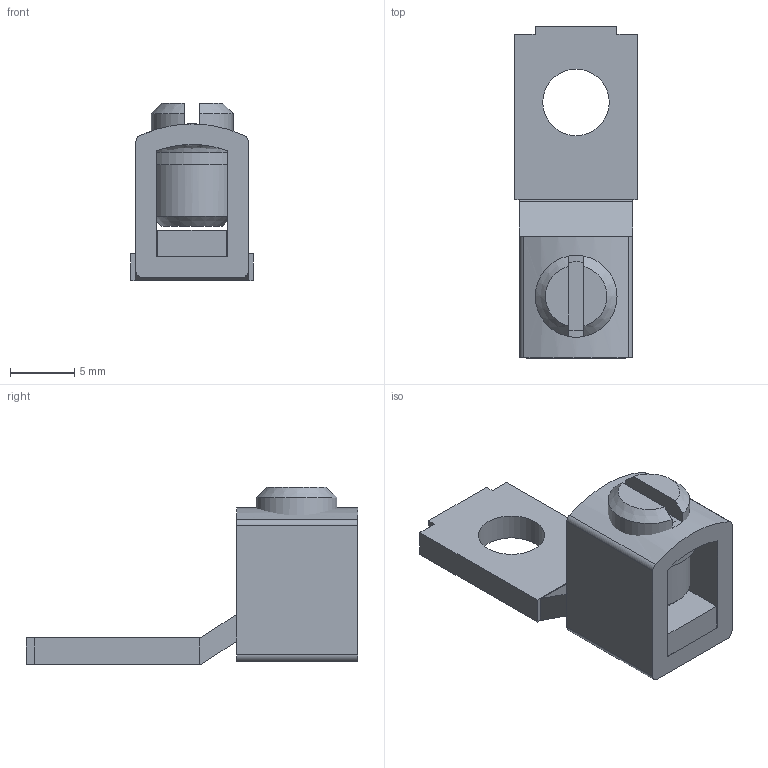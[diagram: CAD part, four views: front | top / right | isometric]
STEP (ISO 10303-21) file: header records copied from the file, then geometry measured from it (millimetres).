
FILE_DESCRIPTION (( 'STEP AP214' ), '1' );
FILE_NAME ('107613.STEP', '2016-12-12T20:06:44', ( '' ), ( '' ), 'SwSTEP 2.0', 'SolidWorks 2015', '' );
FILE_SCHEMA (( 'AUTOMOTIVE_DESIGN' ));
Length unit declared in the file: inch
Products named in the file (1): 107613
Bounding box: 9.51 x 25.74 x 13.74 mm (x, y, z)
Surface area: 1418.7 mm2 (no closed solid volume)
Topology: 0 solids, 3 shells, 55 faces, 161 edges, 108 vertices
Faces by surface type: plane 35, cylinder 15, cone 3, bspline 2
Full cylindrical faces by diameter (mm): 5.156 x1, 6.35 x1
Entity records: 2638 total; most frequent: CARTESIAN_POINT 450, ORIENTED_EDGE 299, DIRECTION 291, EDGE_CURVE 156, VERTEX_POINT 106, VECTOR 101, LINE 101, AXIS2_PLACEMENT_3D 95
